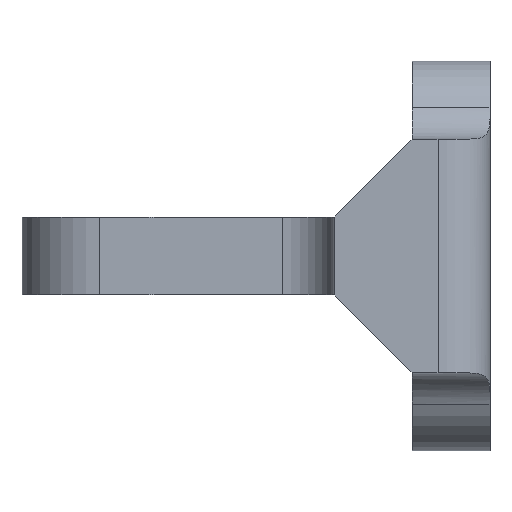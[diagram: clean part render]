
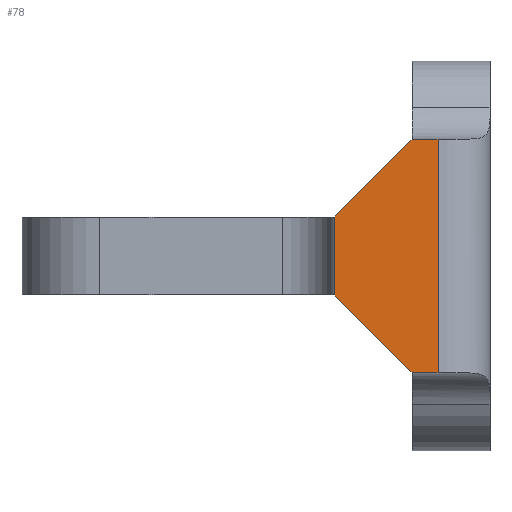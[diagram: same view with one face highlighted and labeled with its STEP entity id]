
A CAD part, front view. The second image highlights one B-rep face of the part: STEP entity #78.
In plain terms, the highlighted planar face has unit normal (0, -1, 0).
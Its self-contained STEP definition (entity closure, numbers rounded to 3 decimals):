
#78 = ADVANCED_FACE( '', ( #128 ), #129, .T. );
#128 = FACE_OUTER_BOUND( '', #230, .T. );
#129 = PLANE( '', #231 );
#230 = EDGE_LOOP( '', ( #348, #349, #350, #351, #352, #353 ) );
#231 = AXIS2_PLACEMENT_3D( '', #354, #355, #356 );
#348 = ORIENTED_EDGE( '', *, *, #732, .F. );
#349 = ORIENTED_EDGE( '', *, *, #733, .T. );
#350 = ORIENTED_EDGE( '', *, *, #731, .F. );
#351 = ORIENTED_EDGE( '', *, *, #734, .F. );
#352 = ORIENTED_EDGE( '', *, *, #735, .F. );
#353 = ORIENTED_EDGE( '', *, *, #736, .F. );
#354 = CARTESIAN_POINT( '', ( 56.7, 4., -40. ) );
#355 = DIRECTION( '', ( 0., -1., 0. ) );
#356 = DIRECTION( '', ( 1., 0., 0. ) );
#731 = EDGE_CURVE( '', #868, #866, #870, .T. );
#732 = EDGE_CURVE( '', #871, #872, #873, .T. );
#733 = EDGE_CURVE( '', #871, #866, #874, .F. );
#734 = EDGE_CURVE( '', #875, #868, #876, .T. );
#735 = EDGE_CURVE( '', #877, #875, #878, .T. );
#736 = EDGE_CURVE( '', #872, #877, #879, .T. );
#866 = VERTEX_POINT( '', #1099 );
#868 = VERTEX_POINT( '', #1101 );
#870 = LINE( '', #1104, #1105 );
#871 = VERTEX_POINT( '', #1106 );
#872 = VERTEX_POINT( '', #1107 );
#873 = LINE( '', #1108, #1109 );
#874 = LINE( '', #1110, #1111 );
#875 = VERTEX_POINT( '', #1112 );
#876 = LINE( '', #1113, #1114 );
#877 = VERTEX_POINT( '', #1115 );
#878 = LINE( '', #1116, #1117 );
#879 = LINE( '', #1118, #1119 );
#1099 = CARTESIAN_POINT( '', ( 67.7, 4., -31. ) );
#1101 = CARTESIAN_POINT( '', ( 65.7, 4., -31. ) );
#1104 = CARTESIAN_POINT( '', ( 71.7, 4., -31. ) );
#1105 = VECTOR( '', #1418, 1000. );
#1106 = CARTESIAN_POINT( '', ( 67.7, 4., -49. ) );
#1107 = CARTESIAN_POINT( '', ( 65.7, 4., -49. ) );
#1108 = CARTESIAN_POINT( '', ( 71.7, 4., -49. ) );
#1109 = VECTOR( '', #1419, 1000. );
#1110 = CARTESIAN_POINT( '', ( 67.7, 4., -40. ) );
#1111 = VECTOR( '', #1420, 1000. );
#1112 = CARTESIAN_POINT( '', ( 59.7, 4., -37. ) );
#1113 = CARTESIAN_POINT( '', ( 65.7, 4., -31. ) );
#1114 = VECTOR( '', #1421, 1000. );
#1115 = CARTESIAN_POINT( '', ( 59.7, 4., -43. ) );
#1116 = CARTESIAN_POINT( '', ( 59.7, 4., -37. ) );
#1117 = VECTOR( '', #1422, 1000. );
#1118 = CARTESIAN_POINT( '', ( 59.7, 4., -43. ) );
#1119 = VECTOR( '', #1423, 1000. );
#1418 = DIRECTION( '', ( 1., 0., 0. ) );
#1419 = DIRECTION( '', ( -1., 0., 0. ) );
#1420 = DIRECTION( '', ( 0., 0., -1. ) );
#1421 = DIRECTION( '', ( 0.707, 0., 0.707 ) );
#1422 = DIRECTION( '', ( 0., 0., 1. ) );
#1423 = DIRECTION( '', ( -0.707, 0., 0.707 ) );
